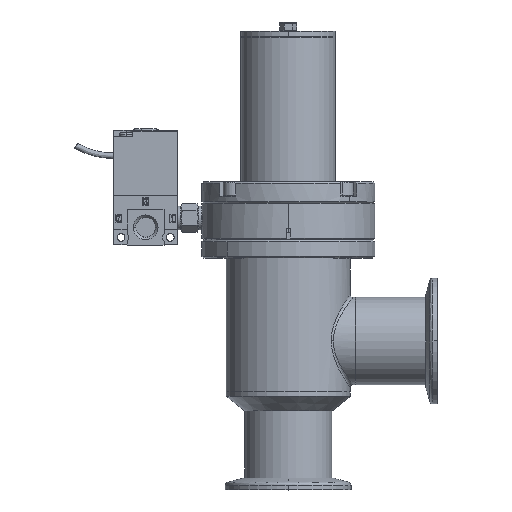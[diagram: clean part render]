
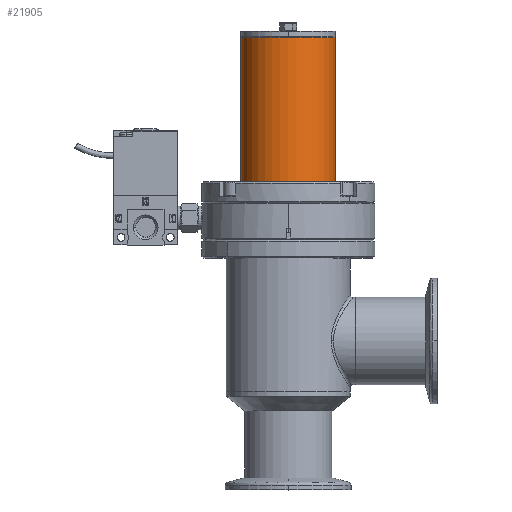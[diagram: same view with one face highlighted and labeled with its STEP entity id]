
A CAD part, top view. The second image highlights one B-rep face of the part: STEP entity #21905.
In plain terms, the highlighted cylindrical face has radius 20.637 mm (diameter 41.275 mm), a partial arc.
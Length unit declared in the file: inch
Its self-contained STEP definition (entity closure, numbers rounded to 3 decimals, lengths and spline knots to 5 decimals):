
#975 = DIRECTION ( 'NONE',  ( 0., -1., 0. ) ) ;
#3258 = VECTOR ( 'NONE', #33970, 39.37008 ) ;
#5073 = VERTEX_POINT ( 'NONE', #18320 ) ;
#5989 = VERTEX_POINT ( 'NONE', #25240 ) ;
#10328 = EDGE_CURVE ( 'NONE', #5073, #5989, #10523, .T. ) ;
#10523 = CIRCLE ( 'NONE', #30506, 0.8125 ) ;
#12370 = DIRECTION ( 'NONE',  ( -1., 0., 0. ) ) ;
#12576 = DIRECTION ( 'NONE',  ( 0., -1., 0. ) ) ;
#12795 = CARTESIAN_POINT ( 'NONE',  ( 0.8125, 0.953, 0. ) ) ;
#14273 = CARTESIAN_POINT ( 'NONE',  ( 0.8125, 3.61806, 0. ) ) ;
#15072 = AXIS2_PLACEMENT_3D ( 'NONE', #30164, #30375, #27248 ) ;
#17555 = CARTESIAN_POINT ( 'NONE',  ( 0., 3.61806, 0. ) ) ;
#18320 = CARTESIAN_POINT ( 'NONE',  ( 0.8125, 3.603, 0. ) ) ;
#21059 = FACE_OUTER_BOUND ( 'NONE', #37288, .T. ) ;
#21311 = LINE ( 'NONE', #14273, #3258 ) ;
#21627 = VERTEX_POINT ( 'NONE', #12795 ) ;
#21905 = ADVANCED_FACE ( 'NONE', ( #21059 ), #23958, .T. ) ;
#23958 = CYLINDRICAL_SURFACE ( 'NONE', #24919, 0.8125 ) ;
#23989 = CARTESIAN_POINT ( 'NONE',  ( -0.8125, 0.953, 0. ) ) ;
#24799 = CARTESIAN_POINT ( 'NONE',  ( 0., 3.603, 0. ) ) ;
#24919 = AXIS2_PLACEMENT_3D ( 'NONE', #17555, #39947, #33109 ) ;
#25240 = CARTESIAN_POINT ( 'NONE',  ( -0.8125, 3.603, 0. ) ) ;
#25795 = EDGE_CURVE ( 'NONE', #21627, #31470, #36914, .T. ) ;
#27248 = DIRECTION ( 'NONE',  ( -1., 0., 0. ) ) ;
#28107 = EDGE_CURVE ( 'NONE', #5989, #31470, #33146, .T. ) ;
#30164 = CARTESIAN_POINT ( 'NONE',  ( 0., 0.953, 0. ) ) ;
#30375 = DIRECTION ( 'NONE',  ( 0., -1., 0. ) ) ;
#30506 = AXIS2_PLACEMENT_3D ( 'NONE', #24799, #12576, #12370 ) ;
#31470 = VERTEX_POINT ( 'NONE', #23989 ) ;
#33109 = DIRECTION ( 'NONE',  ( -1., 0., 0. ) ) ;
#33146 = LINE ( 'NONE', #36039, #37622 ) ;
#33970 = DIRECTION ( 'NONE',  ( 0., -1., 0. ) ) ;
#35745 = EDGE_CURVE ( 'NONE', #5073, #21627, #21311, .T. ) ;
#36039 = CARTESIAN_POINT ( 'NONE',  ( -0.8125, 3.61806, 0. ) ) ;
#36331 = ORIENTED_EDGE ( 'NONE', *, *, #10328, .T. ) ;
#36914 = CIRCLE ( 'NONE', #15072, 0.8125 ) ;
#37288 = EDGE_LOOP ( 'NONE', ( #39303, #36331, #40726, #40168 ) ) ;
#37622 = VECTOR ( 'NONE', #975, 39.37008 ) ;
#39303 = ORIENTED_EDGE ( 'NONE', *, *, #35745, .F. ) ;
#39947 = DIRECTION ( 'NONE',  ( 0., -1., 0. ) ) ;
#40168 = ORIENTED_EDGE ( 'NONE', *, *, #25795, .F. ) ;
#40726 = ORIENTED_EDGE ( 'NONE', *, *, #28107, .T. ) ;
